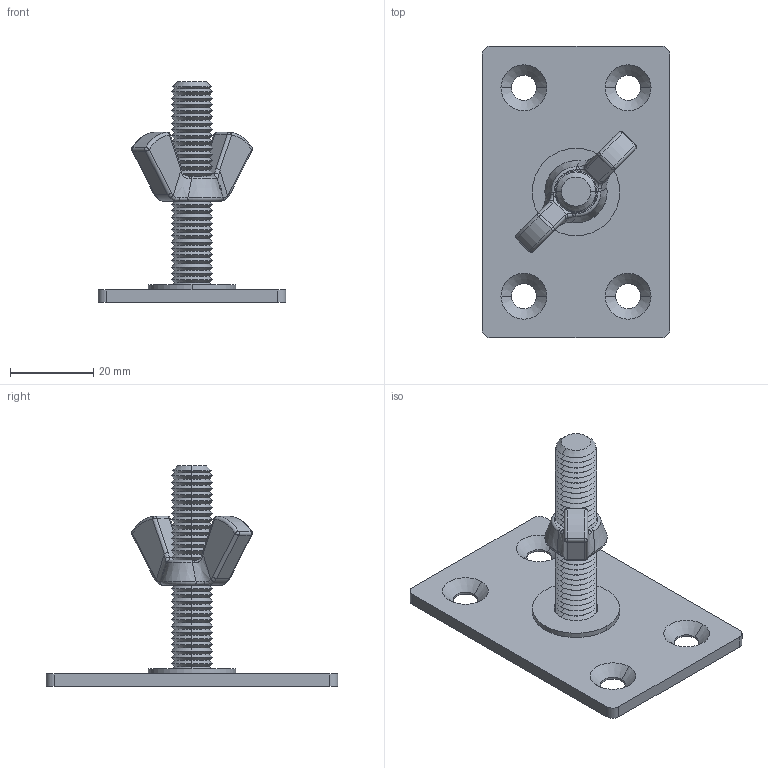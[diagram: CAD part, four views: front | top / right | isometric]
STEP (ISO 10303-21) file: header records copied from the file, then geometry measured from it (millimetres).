
FILE_DESCRIPTION (( 'STEP AP203' ), '1' );
FILE_NAME ('T64600.STEP', '2018-08-21T14:45:49', ( '' ), ( '' ), 'SwSTEP 2.0', 'SolidWorks 2016', '' );
FILE_SCHEMA (( 'CONFIG_CONTROL_DESIGN' ));
Length unit declared in the file: millimetre
Products named in the file (6): TH2446; TH2312; T64600; B Washer_Bright washer BS 4320 - M10 (Form B); F882_DIN 315-M12-GT-C-N; TH2311
Assembly tree (5 placements, depth 3):
  T64600
    TH2446
      TH2311
      TH2312
    B Washer_Bright washer BS 4320 - M10 (Form B)
    F882_DIN 315-M12-GT-C-N
Bounding box: 45 x 70 x 53 mm (x, y, z)
Volume: 14027.4 mm3; surface area: 11344.5 mm2
Topology: 4 solids, 4 shells, 277 faces, 592 edges, 314 vertices
Faces by surface type: cone 174, cylinder 38, bspline 24, plane 21, torus 12, sphere 8
Entity records: 8432 total; most frequent: CARTESIAN_POINT 1908, DIRECTION 1350, ORIENTED_EDGE 1168, EDGE_CURVE 584, AXIS2_PLACEMENT_3D 556, VERTEX_POINT 314, CIRCLE 294, EDGE_LOOP 290
